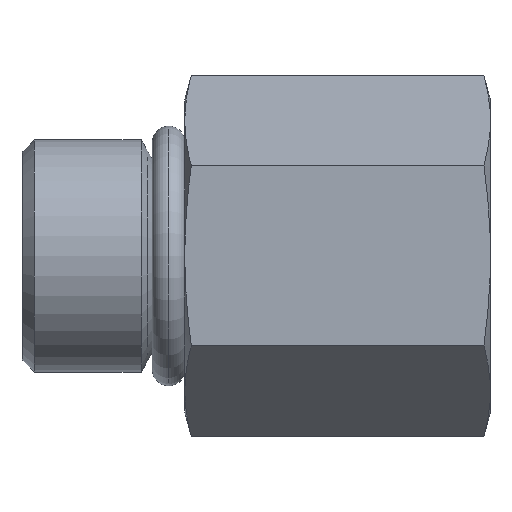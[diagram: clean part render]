
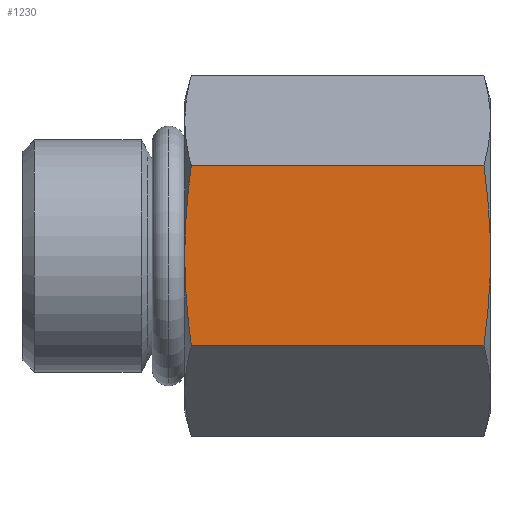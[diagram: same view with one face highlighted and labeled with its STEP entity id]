
A CAD part, top view. The second image highlights one B-rep face of the part: STEP entity #1230.
In plain terms, the highlighted planar face has unit normal (0, 0, 1).
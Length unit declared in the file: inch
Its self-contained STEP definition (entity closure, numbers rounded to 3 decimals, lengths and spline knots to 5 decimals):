
#402=DIRECTION('',(-1.,0.,0.));
#403=VECTOR('',#402,0.70291);
#404=CARTESIAN_POINT('',(-0.01554,-0.21651,0.375));
#405=LINE('',#404,#403);
#436=CARTESIAN_POINT('',(-0.71846,0.21651,0.375));
#437=CARTESIAN_POINT('',(-0.72011,0.20418,0.375));
#438=CARTESIAN_POINT('',(-0.72317,0.17971,0.375));
#439=CARTESIAN_POINT('',(-0.72699,0.14375,0.375));
#440=CARTESIAN_POINT('',(-0.73005,0.10801,
0.375));
#441=CARTESIAN_POINT('',(-0.7323,0.07216,
0.375));
#442=CARTESIAN_POINT('',(-0.73369,0.03617,
0.375));
#443=CARTESIAN_POINT('',(-0.734,0.01207,
0.375));
#444=CARTESIAN_POINT('',(-0.734,0.,
0.375));
#446=DIRECTION('',(-1.,0.,0.));
#447=VECTOR('',#446,0.70291);
#448=CARTESIAN_POINT('',(-0.01554,0.21651,0.375));
#449=LINE('',#448,#447);
#450=CARTESIAN_POINT('',(-0.01554,0.21651,0.375));
#451=CARTESIAN_POINT('',(-0.01368,0.20261,0.375));
#452=CARTESIAN_POINT('',(-0.01026,0.17501,0.375));
#453=CARTESIAN_POINT('',(-0.0061,0.13445,0.375));
#454=CARTESIAN_POINT('',(-0.00292,0.09389,0.375));
#455=CARTESIAN_POINT('',(-0.00151,0.06668,0.375));
#456=CARTESIAN_POINT('',(-0.001,0.05304,0.375));
#458=DIRECTION('',(0.,-1.,0.));
#459=VECTOR('',#458,0.10607);
#460=CARTESIAN_POINT('',(-0.001,0.05304,0.375));
#461=LINE('',#460,#459);
#462=CARTESIAN_POINT('',(-0.001,-0.05304,0.375));
#463=CARTESIAN_POINT('',(-0.00151,-0.06668,0.375));
#464=CARTESIAN_POINT('',(-0.00292,-0.09389,0.375));
#465=CARTESIAN_POINT('',(-0.0061,-0.13445,0.375));
#466=CARTESIAN_POINT('',(-0.01026,-0.17501,0.375));
#467=CARTESIAN_POINT('',(-0.01368,-0.20261,0.375));
#468=CARTESIAN_POINT('',(-0.01554,-0.21651,0.375));
#470=CARTESIAN_POINT('',(-0.734,0.,
0.375));
#471=CARTESIAN_POINT('',(-0.734,-0.0121,
0.375));
#472=CARTESIAN_POINT('',(-0.73369,-0.03626,
0.375));
#473=CARTESIAN_POINT('',(-0.73229,-0.07235,
0.375));
#474=CARTESIAN_POINT('',(-0.73003,-0.10822,
0.375));
#475=CARTESIAN_POINT('',(-0.72697,-0.14397,0.375));
#476=CARTESIAN_POINT('',(-0.72316,-0.17984,0.375));
#477=CARTESIAN_POINT('',(-0.7201,-0.20423,0.375));
#478=CARTESIAN_POINT('',(-0.71846,-0.21651,0.375));
#512=CARTESIAN_POINT('',(-0.01554,0.21651,0.375));
#522=CARTESIAN_POINT('',(-0.71846,0.21651,0.375));
#655=VERTEX_POINT('',#512);
#656=VERTEX_POINT('',#456);
#657=VERTEX_POINT('',#462);
#658=VERTEX_POINT('',#468);
#696=VERTEX_POINT('',#522);
#697=VERTEX_POINT('',#444);
#698=VERTEX_POINT('',#478);
#1211=CARTESIAN_POINT('',(0.,0.21651,0.375));
#1212=DIRECTION('',(0.,0.,1.));
#1213=DIRECTION('',(0.,-1.,0.));
#1214=AXIS2_PLACEMENT_3D('',#1211,#1212,#1213);
#1215=PLANE('',#1214);
#1217=ORIENTED_EDGE('',*,*,#1216,.F.);
#1219=ORIENTED_EDGE('',*,*,#1218,.F.);
#1221=ORIENTED_EDGE('',*,*,#1220,.T.);
#1223=ORIENTED_EDGE('',*,*,#1222,.T.);
#1225=ORIENTED_EDGE('',*,*,#1224,.T.);
#1226=ORIENTED_EDGE('',*,*,#1172,.T.);
#1227=ORIENTED_EDGE('',*,*,#1197,.F.);
#1228=EDGE_LOOP('',(#1217,#1219,#1221,#1223,#1225,#1226,#1227));
#1229=FACE_OUTER_BOUND('',#1228,.F.);
#1230=ADVANCED_FACE('',(#1229),#1215,.T.);
#445=B_SPLINE_CURVE_WITH_KNOTS('',3,(#436,#437,#438,#439,#440,#441,#442,#443,
#444),.UNSPECIFIED.,.F.,.F.,(4,1,1,1,1,1,4),(0.,0.16667,
0.33333,0.5,0.66667,0.83333,1.),
.UNSPECIFIED.);
#457=B_SPLINE_CURVE_WITH_KNOTS('',3,(#450,#451,#452,#453,#454,#455,#456),
.UNSPECIFIED.,.F.,.F.,(4,1,1,1,4),(0.,0.25,0.5,0.75,1.),
.UNSPECIFIED.);
#469=B_SPLINE_CURVE_WITH_KNOTS('',3,(#462,#463,#464,#465,#466,#467,#468),
.UNSPECIFIED.,.F.,.F.,(4,1,1,1,4),(0.,0.25,0.5,0.75,1.),
.UNSPECIFIED.);
#479=B_SPLINE_CURVE_WITH_KNOTS('',3,(#470,#471,#472,#473,#474,#475,#476,#477,
#478),.UNSPECIFIED.,.F.,.F.,(4,1,1,1,1,1,4),(0.,0.16667,
0.33333,0.5,0.66667,0.83333,1.),
.UNSPECIFIED.);
#1172=EDGE_CURVE('',#658,#698,#405,.T.);
#1197=EDGE_CURVE('',#697,#698,#479,.T.);
#1216=EDGE_CURVE('',#696,#697,#445,.T.);
#1218=EDGE_CURVE('',#655,#696,#449,.T.);
#1220=EDGE_CURVE('',#655,#656,#457,.T.);
#1222=EDGE_CURVE('',#656,#657,#461,.T.);
#1224=EDGE_CURVE('',#657,#658,#469,.T.);
